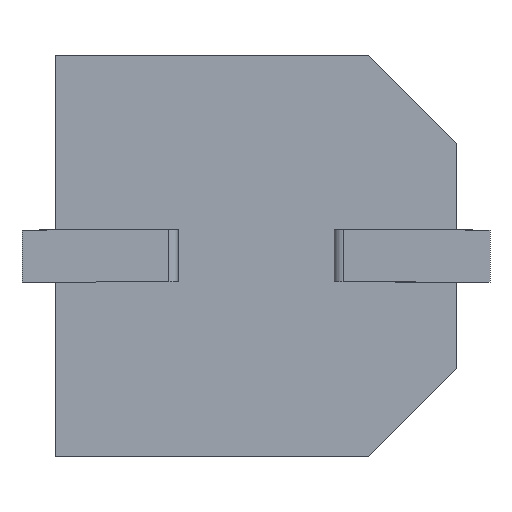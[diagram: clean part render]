
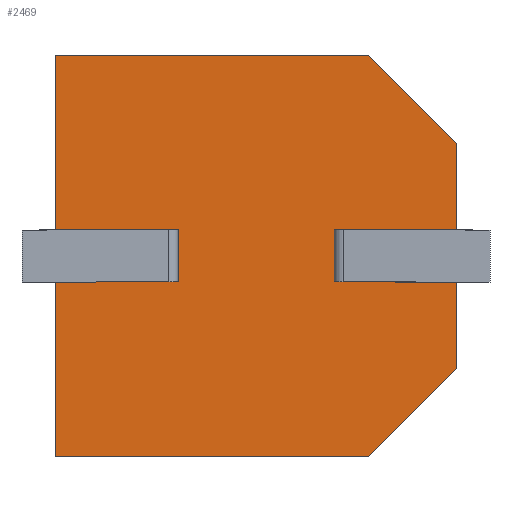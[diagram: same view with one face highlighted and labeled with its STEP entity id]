
A CAD part, front view. The second image highlights one B-rep face of the part: STEP entity #2469.
In plain terms, the highlighted planar face has unit normal (0, -1, 0).
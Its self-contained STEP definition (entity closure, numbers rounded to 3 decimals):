
#12 = ORIENTED_EDGE ( 'NONE', *, *, #3515, .F. ) ;
#36 = DIRECTION ( 'NONE',  ( 1., 0., 0. ) ) ;
#53 = CARTESIAN_POINT ( 'NONE',  ( 2.6, 0., -4.8 ) ) ;
#68 = ORIENTED_EDGE ( 'NONE', *, *, #1249, .F. ) ;
#86 = EDGE_CURVE ( 'NONE', #2096, #448, #2406, .T. ) ;
#119 = LINE ( 'NONE', #2307, #1615 ) ;
#122 = CARTESIAN_POINT ( 'NONE',  ( 5.9, 0., -3.7 ) ) ;
#156 = DIRECTION ( 'NONE',  ( 1., 0., 0. ) ) ;
#214 = DIRECTION ( 'NONE',  ( 0., 0., 1. ) ) ;
#230 = EDGE_CURVE ( 'NONE', #448, #3166, #2649, .T. ) ;
#231 = LINE ( 'NONE', #707, #1820 ) ;
#274 = CARTESIAN_POINT ( 'NONE',  ( 8.5, 0., -6.626 ) ) ;
#322 = ORIENTED_EDGE ( 'NONE', *, *, #1613, .F. ) ;
#443 = VERTEX_POINT ( 'NONE', #53 ) ;
#448 = VERTEX_POINT ( 'NONE', #122 ) ;
#469 = AXIS2_PLACEMENT_3D ( 'NONE', #1906, #2121, #2437 ) ;
#499 = ORIENTED_EDGE ( 'NONE', *, *, #1605, .T. ) ;
#601 = VERTEX_POINT ( 'NONE', #2521 ) ;
#645 = EDGE_LOOP ( 'NONE', ( #12, #1425, #1913, #68, #1658, #322, #757, #2408, #1352, #814, #2461, #3288, #499, #1459 ) ) ;
#664 = EDGE_CURVE ( 'NONE', #443, #1648, #3157, .T. ) ;
#707 = CARTESIAN_POINT ( 'NONE',  ( 2.6, 0., -3.7 ) ) ;
#736 = LINE ( 'NONE', #1511, #2242 ) ;
#757 = ORIENTED_EDGE ( 'NONE', *, *, #1074, .T. ) ;
#814 = ORIENTED_EDGE ( 'NONE', *, *, #664, .T. ) ;
#834 = CARTESIAN_POINT ( 'NONE',  ( 0., 0., 0. ) ) ;
#915 = CARTESIAN_POINT ( 'NONE',  ( 0., 0., -8.5 ) ) ;
#916 = VECTOR ( 'NONE', #2804, 1000. ) ;
#957 = CARTESIAN_POINT ( 'NONE',  ( 5.9, 0., -3.7 ) ) ;
#1012 = EDGE_CURVE ( 'NONE', #2811, #601, #231, .T. ) ;
#1028 = PLANE ( 'NONE',  #469 ) ;
#1047 = FACE_OUTER_BOUND ( 'NONE', #645, .T. ) ;
#1052 = CARTESIAN_POINT ( 'NONE',  ( 8.5, 0., 0. ) ) ;
#1074 = EDGE_CURVE ( 'NONE', #2253, #601, #736, .T. ) ;
#1095 = DIRECTION ( 'NONE',  ( 0.707, 0., 0.707 ) ) ;
#1105 = VECTOR ( 'NONE', #2577, 1000. ) ;
#1106 = CARTESIAN_POINT ( 'NONE',  ( 0., 0., -8.5 ) ) ;
#1167 = CARTESIAN_POINT ( 'NONE',  ( 0., 0., -4.8 ) ) ;
#1249 = EDGE_CURVE ( 'NONE', #2496, #3166, #2222, .T. ) ;
#1307 = CARTESIAN_POINT ( 'NONE',  ( 8.5, 0., -3.7 ) ) ;
#1352 = ORIENTED_EDGE ( 'NONE', *, *, #2207, .F. ) ;
#1406 = VECTOR ( 'NONE', #156, 1000. ) ;
#1425 = ORIENTED_EDGE ( 'NONE', *, *, #86, .T. ) ;
#1438 = CARTESIAN_POINT ( 'NONE',  ( 0., 0., 0. ) ) ;
#1451 = CARTESIAN_POINT ( 'NONE',  ( 8.5, 0., -1.874 ) ) ;
#1459 = ORIENTED_EDGE ( 'NONE', *, *, #3040, .F. ) ;
#1465 = VECTOR ( 'NONE', #214, 1000. ) ;
#1511 = CARTESIAN_POINT ( 'NONE',  ( 0., 0., 0. ) ) ;
#1545 = VECTOR ( 'NONE', #1692, 1000. ) ;
#1605 = EDGE_CURVE ( 'NONE', #1768, #2640, #2470, .T. ) ;
#1613 = EDGE_CURVE ( 'NONE', #2253, #2225, #3230, .T. ) ;
#1615 = VECTOR ( 'NONE', #2574, 1000. ) ;
#1648 = VERTEX_POINT ( 'NONE', #1167 ) ;
#1654 = DIRECTION ( 'NONE',  ( 0., 0., -1. ) ) ;
#1658 = ORIENTED_EDGE ( 'NONE', *, *, #2109, .T. ) ;
#1661 = CARTESIAN_POINT ( 'NONE',  ( 6.626, 0., 0. ) ) ;
#1692 = DIRECTION ( 'NONE',  ( 0., 0., 1. ) ) ;
#1712 = EDGE_CURVE ( 'NONE', #2113, #1768, #1966, .T. ) ;
#1743 = CARTESIAN_POINT ( 'NONE',  ( 8.5, 0., -6.626 ) ) ;
#1768 = VERTEX_POINT ( 'NONE', #2856 ) ;
#1807 = DIRECTION ( 'NONE',  ( -1., 0., 0. ) ) ;
#1820 = VECTOR ( 'NONE', #1831, 1000. ) ;
#1831 = DIRECTION ( 'NONE',  ( -1., 0., 0. ) ) ;
#1854 = LINE ( 'NONE', #1052, #2983 ) ;
#1906 = CARTESIAN_POINT ( 'NONE',  ( 0., 0., 0. ) ) ;
#1913 = ORIENTED_EDGE ( 'NONE', *, *, #230, .T. ) ;
#1934 = VERTEX_POINT ( 'NONE', #3255 ) ;
#1939 = VECTOR ( 'NONE', #36, 1000. ) ;
#1966 = LINE ( 'NONE', #915, #916 ) ;
#1992 = DIRECTION ( 'NONE',  ( 0., 0., -1. ) ) ;
#2096 = VERTEX_POINT ( 'NONE', #3147 ) ;
#2109 = EDGE_CURVE ( 'NONE', #2496, #2225, #2726, .T. ) ;
#2113 = VERTEX_POINT ( 'NONE', #1106 ) ;
#2121 = DIRECTION ( 'NONE',  ( 0., 1., 0. ) ) ;
#2152 = DIRECTION ( 'NONE',  ( -0.707, 0., 0.707 ) ) ;
#2207 = EDGE_CURVE ( 'NONE', #443, #2811, #2281, .T. ) ;
#2222 = LINE ( 'NONE', #3279, #3249 ) ;
#2225 = VERTEX_POINT ( 'NONE', #3068 ) ;
#2242 = VECTOR ( 'NONE', #2897, 1000. ) ;
#2253 = VERTEX_POINT ( 'NONE', #1438 ) ;
#2281 = LINE ( 'NONE', #2546, #1545 ) ;
#2307 = CARTESIAN_POINT ( 'NONE',  ( 0., 0., 0. ) ) ;
#2406 = LINE ( 'NONE', #2665, #1465 ) ;
#2408 = ORIENTED_EDGE ( 'NONE', *, *, #1012, .F. ) ;
#2437 = DIRECTION ( 'NONE',  ( 0., 0., 1. ) ) ;
#2461 = ORIENTED_EDGE ( 'NONE', *, *, #2620, .T. ) ;
#2469 = ADVANCED_FACE ( 'NONE', ( #1047 ), #1028, .F. ) ;
#2470 = LINE ( 'NONE', #274, #3472 ) ;
#2496 = VERTEX_POINT ( 'NONE', #1451 ) ;
#2521 = CARTESIAN_POINT ( 'NONE',  ( 0., 0., -3.7 ) ) ;
#2546 = CARTESIAN_POINT ( 'NONE',  ( 2.6, 0., -4.8 ) ) ;
#2562 = CARTESIAN_POINT ( 'NONE',  ( 5.9, 0., -4.8 ) ) ;
#2574 = DIRECTION ( 'NONE',  ( 0., 0., -1. ) ) ;
#2577 = DIRECTION ( 'NONE',  ( 1., 0., 0. ) ) ;
#2620 = EDGE_CURVE ( 'NONE', #1648, #2113, #119, .T. ) ;
#2640 = VERTEX_POINT ( 'NONE', #1743 ) ;
#2649 = LINE ( 'NONE', #957, #1406 ) ;
#2659 = CARTESIAN_POINT ( 'NONE',  ( 2.6, 0., -4.8 ) ) ;
#2665 = CARTESIAN_POINT ( 'NONE',  ( 5.9, 0., -4.8 ) ) ;
#2726 = LINE ( 'NONE', #1661, #3090 ) ;
#2804 = DIRECTION ( 'NONE',  ( 1., 0., 0. ) ) ;
#2811 = VERTEX_POINT ( 'NONE', #3359 ) ;
#2856 = CARTESIAN_POINT ( 'NONE',  ( 6.626, 0., -8.5 ) ) ;
#2897 = DIRECTION ( 'NONE',  ( 0., 0., -1. ) ) ;
#2983 = VECTOR ( 'NONE', #1992, 1000. ) ;
#3040 = EDGE_CURVE ( 'NONE', #1934, #2640, #1854, .T. ) ;
#3068 = CARTESIAN_POINT ( 'NONE',  ( 6.626, 0., 0. ) ) ;
#3090 = VECTOR ( 'NONE', #2152, 1000. ) ;
#3147 = CARTESIAN_POINT ( 'NONE',  ( 5.9, 0., -4.8 ) ) ;
#3157 = LINE ( 'NONE', #2659, #3365 ) ;
#3166 = VERTEX_POINT ( 'NONE', #1307 ) ;
#3230 = LINE ( 'NONE', #834, #1939 ) ;
#3249 = VECTOR ( 'NONE', #1654, 1000. ) ;
#3255 = CARTESIAN_POINT ( 'NONE',  ( 8.5, 0., -4.8 ) ) ;
#3279 = CARTESIAN_POINT ( 'NONE',  ( 8.5, 0., 0. ) ) ;
#3288 = ORIENTED_EDGE ( 'NONE', *, *, #1712, .T. ) ;
#3359 = CARTESIAN_POINT ( 'NONE',  ( 2.6, 0., -3.7 ) ) ;
#3365 = VECTOR ( 'NONE', #1807, 1000. ) ;
#3375 = LINE ( 'NONE', #2562, #1105 ) ;
#3472 = VECTOR ( 'NONE', #1095, 1000. ) ;
#3515 = EDGE_CURVE ( 'NONE', #2096, #1934, #3375, .T. ) ;
